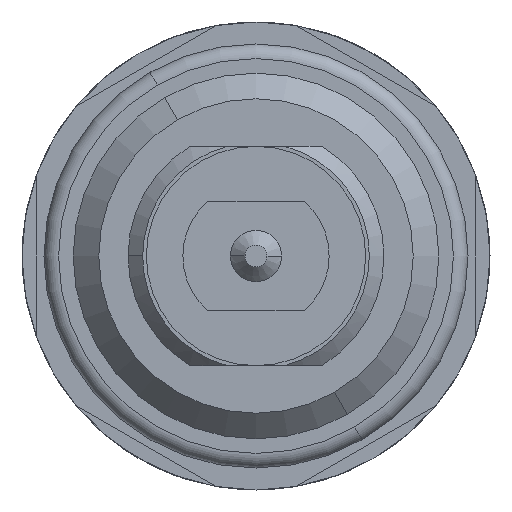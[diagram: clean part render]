
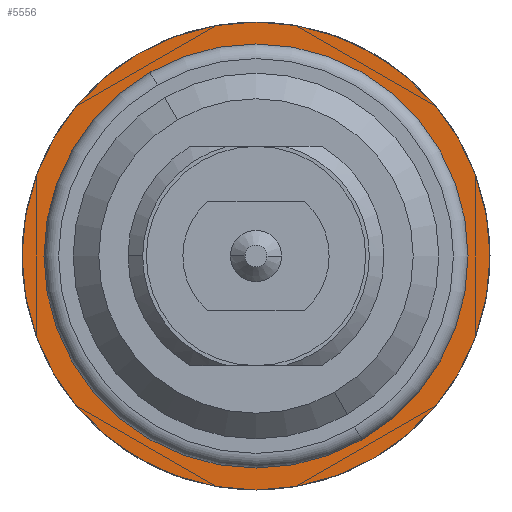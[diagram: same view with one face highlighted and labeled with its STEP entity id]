
A CAD part, front view. The second image highlights one B-rep face of the part: STEP entity #5556.
In plain terms, the highlighted planar face has unit normal (0, -1, 0).
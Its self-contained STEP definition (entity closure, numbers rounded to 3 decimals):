
#280 = CIRCLE ( 'NONE', #2269, 3.2 ) ;
#906 = DIRECTION ( 'NONE',  ( 0., 1., 0. ) ) ;
#1184 = DIRECTION ( 'NONE',  ( 0., 1., 0. ) ) ;
#1654 = AXIS2_PLACEMENT_3D ( 'NONE', #11753, #1184, #6103 ) ;
#1821 = CARTESIAN_POINT ( 'NONE',  ( -1.519, 41.577, 2.771 ) ) ;
#2269 = AXIS2_PLACEMENT_3D ( 'NONE', #9720, #3543, #11800 ) ;
#2394 = CIRCLE ( 'NONE', #1654, 2.9 ) ;
#2469 = ORIENTED_EDGE ( 'NONE', *, *, #4969, .T. ) ;
#2641 = CIRCLE ( 'NONE', #8554, 3.2 ) ;
#2666 = CARTESIAN_POINT ( 'NONE',  ( 1.531, 41.577, -2.511 ) ) ;
#2875 = EDGE_CURVE ( 'Defeature ausgef�hrt2_10+Defeature ausgef�hrt2_11+Defeature ausgef�hrt2_11+Defeature ausgef�hrt2_11', #7967, #5028, #4684, .T. ) ;
#2964 = EDGE_LOOP ( 'NONE', ( #11143, #10221 ) ) ;
#3040 = EDGE_LOOP ( 'NONE', ( #2469, #6836 ) ) ;
#3543 = DIRECTION ( 'NONE',  ( 0., 1., 0. ) ) ;
#3797 = CARTESIAN_POINT ( 'NONE',  ( -1.369, 41.577, 2.511 ) ) ;
#3874 = VERTEX_POINT ( 'NONE', #9499 ) ;
#3875 = DIRECTION ( 'NONE',  ( 0., 1., 0. ) ) ;
#4087 = DIRECTION ( 'NONE',  ( 0., 1., 0. ) ) ;
#4184 = AXIS2_PLACEMENT_3D ( 'NONE', #11118, #4087, #7637 ) ;
#4684 = CIRCLE ( 'NONE', #4184, 2.9 ) ;
#4969 = EDGE_CURVE ( 'Defeature ausgef�hrt2_10+Defeature ausgef�hrt2_11+Defeature ausgef�hrt2_11+Defeature ausgef�hrt2_11', #5028, #7967, #2394, .T. ) ;
#5028 = VERTEX_POINT ( 'NONE', #3797 ) ;
#5072 = EDGE_CURVE ( 'Defeature ausgef�hrt2_9+Defeature ausgef�hrt2_10+Defeature ausgef�hrt2_10+Defeature ausgef�hrt2_10', #8090, #3874, #2641, .T. ) ;
#5556 = ADVANCED_FACE ( 'Defeature ausgef�hrt2_10', ( #5822, #11474 ), #6916, .F. ) ;
#5822 = FACE_OUTER_BOUND ( 'NONE', #2964, .T. ) ;
#6103 = DIRECTION ( 'NONE',  ( -0.5, 0., 0.866 ) ) ;
#6836 = ORIENTED_EDGE ( 'NONE', *, *, #2875, .T. ) ;
#6916 = PLANE ( 'NONE',  #15214 ) ;
#7637 = DIRECTION ( 'NONE',  ( -0.5, 0., 0.866 ) ) ;
#7660 = DIRECTION ( 'NONE',  ( -0.5, 0., 0.866 ) ) ;
#7967 = VERTEX_POINT ( 'NONE', #2666 ) ;
#8090 = VERTEX_POINT ( 'NONE', #1821 ) ;
#8554 = AXIS2_PLACEMENT_3D ( 'NONE', #9672, #3875, #7660 ) ;
#9499 = CARTESIAN_POINT ( 'NONE',  ( 1.681, 41.577, -2.771 ) ) ;
#9672 = CARTESIAN_POINT ( 'NONE',  ( 0.081, 41.577, 0. ) ) ;
#9720 = CARTESIAN_POINT ( 'NONE',  ( 0.081, 41.577, 0. ) ) ;
#10221 = ORIENTED_EDGE ( 'NONE', *, *, #13291, .F. ) ;
#11118 = CARTESIAN_POINT ( 'NONE',  ( 0.081, 41.577, 0. ) ) ;
#11143 = ORIENTED_EDGE ( 'NONE', *, *, #5072, .F. ) ;
#11403 = CARTESIAN_POINT ( 'NONE',  ( 2.853, 41.577, 1.6 ) ) ;
#11474 = FACE_BOUND ( 'NONE', #3040, .T. ) ;
#11753 = CARTESIAN_POINT ( 'NONE',  ( 0.081, 41.577, 0. ) ) ;
#11800 = DIRECTION ( 'NONE',  ( -0.5, 0., 0.866 ) ) ;
#13291 = EDGE_CURVE ( 'Defeature ausgef�hrt2_9+Defeature ausgef�hrt2_10+Defeature ausgef�hrt2_10+Defeature ausgef�hrt2_10', #3874, #8090, #280, .T. ) ;
#14027 = DIRECTION ( 'NONE',  ( -0.5, 0., 0.866 ) ) ;
#15214 = AXIS2_PLACEMENT_3D ( 'NONE', #11403, #906, #14027 ) ;
